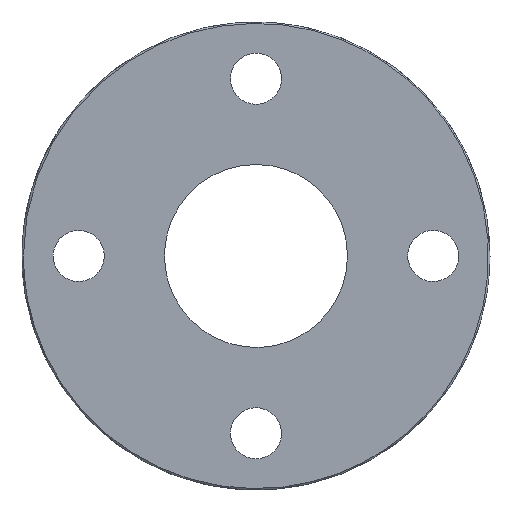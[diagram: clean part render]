
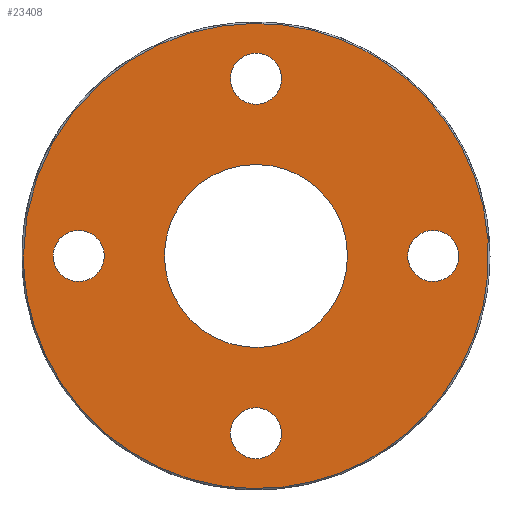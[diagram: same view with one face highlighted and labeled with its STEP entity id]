
A CAD part, left-side view. The second image highlights one B-rep face of the part: STEP entity #23408.
In plain terms, the highlighted free-form (B-spline) face has degree [1, 1] with [2, 2] control points.
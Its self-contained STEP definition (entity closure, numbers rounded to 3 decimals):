
#23359 = VERTEX_POINT('',#23360);
#23360 = CARTESIAN_POINT('',(0.,113.826,0.));
#23365 = EDGE_CURVE('',#23359,#23359,#23366,.T.);
#23366 = ( BOUNDED_CURVE() B_SPLINE_CURVE(2,(#23367,#23368,#23369,#23370
    ,#23371,#23372,#23373),.UNSPECIFIED.,.T.,.F.) 
B_SPLINE_CURVE_WITH_KNOTS((3,2,2,3),(3.142,5.236,
7.33,9.425),.PIECEWISE_BEZIER_KNOTS.) CURVE() 
GEOMETRIC_REPRESENTATION_ITEM() RATIONAL_B_SPLINE_CURVE((1.,0.5,1.,0.5,
1.,0.5,1.)) REPRESENTATION_ITEM('') );
#23367 = CARTESIAN_POINT('',(0.,113.826,0.));
#23368 = CARTESIAN_POINT('',(0.,113.826,197.152));
#23369 = CARTESIAN_POINT('',(0.,-56.913,98.576));
#23370 = CARTESIAN_POINT('',(0.,-227.651,0.));
#23371 = CARTESIAN_POINT('',(0.,-56.913,-98.576));
#23372 = CARTESIAN_POINT('',(0.,113.826,-197.152));
#23373 = CARTESIAN_POINT('',(0.,113.826,0.));
#23408 = ADVANCED_FACE('',(#23409,#23412,#23426,#23440,#23454,#23468),
  #23482,.F.);
#23409 = FACE_BOUND('',#23410,.T.);
#23410 = EDGE_LOOP('',(#23411));
#23411 = ORIENTED_EDGE('',*,*,#23365,.F.);
#23412 = FACE_BOUND('',#23413,.T.);
#23413 = EDGE_LOOP('',(#23414));
#23414 = ORIENTED_EDGE('',*,*,#23415,.F.);
#23415 = EDGE_CURVE('',#23416,#23416,#23418,.T.);
#23416 = VERTEX_POINT('',#23417);
#23417 = CARTESIAN_POINT('',(0.,12.493,-86.757));
#23418 = ( BOUNDED_CURVE() B_SPLINE_CURVE(2,(#23419,#23420,#23421,#23422
    ,#23423,#23424,#23425),.UNSPECIFIED.,.T.,.F.) 
B_SPLINE_CURVE_WITH_KNOTS((3,2,2,3),(3.142,5.236,
7.33,9.425),.PIECEWISE_BEZIER_KNOTS.) CURVE() 
GEOMETRIC_REPRESENTATION_ITEM() RATIONAL_B_SPLINE_CURVE((1.,0.5,1.,0.5,
1.,0.5,1.)) REPRESENTATION_ITEM('') );
#23419 = CARTESIAN_POINT('',(0.,12.493,-86.757));
#23420 = CARTESIAN_POINT('',(0.,12.493,-108.396));
#23421 = CARTESIAN_POINT('',(0.,-6.247,-97.577));
#23422 = CARTESIAN_POINT('',(0.,-24.986,-86.757));
#23423 = CARTESIAN_POINT('',(0.,-6.247,-75.938));
#23424 = CARTESIAN_POINT('',(0.,12.493,-65.119));
#23425 = CARTESIAN_POINT('',(0.,12.493,-86.757));
#23426 = FACE_BOUND('',#23427,.T.);
#23427 = EDGE_LOOP('',(#23428));
#23428 = ORIENTED_EDGE('',*,*,#23429,.F.);
#23429 = EDGE_CURVE('',#23430,#23430,#23432,.T.);
#23430 = VERTEX_POINT('',#23431);
#23431 = CARTESIAN_POINT('',(0.,44.767,0.));
#23432 = ( BOUNDED_CURVE() B_SPLINE_CURVE(2,(#23433,#23434,#23435,#23436
    ,#23437,#23438,#23439),.UNSPECIFIED.,.T.,.F.) 
B_SPLINE_CURVE_WITH_KNOTS((3,2,2,3),(3.142,5.236,
7.33,9.425),.PIECEWISE_BEZIER_KNOTS.) CURVE() 
GEOMETRIC_REPRESENTATION_ITEM() RATIONAL_B_SPLINE_CURVE((1.,0.5,1.,0.5,
1.,0.5,1.)) REPRESENTATION_ITEM('') );
#23433 = CARTESIAN_POINT('',(0.,44.767,0.));
#23434 = CARTESIAN_POINT('',(0.,44.767,-77.538));
#23435 = CARTESIAN_POINT('',(0.,-22.383,-38.769));
#23436 = CARTESIAN_POINT('',(0.,-89.533,0.));
#23437 = CARTESIAN_POINT('',(0.,-22.383,38.769));
#23438 = CARTESIAN_POINT('',(0.,44.767,77.538));
#23439 = CARTESIAN_POINT('',(0.,44.767,0.));
#23440 = FACE_BOUND('',#23441,.T.);
#23441 = EDGE_LOOP('',(#23442));
#23442 = ORIENTED_EDGE('',*,*,#23443,.F.);
#23443 = EDGE_CURVE('',#23444,#23444,#23446,.T.);
#23444 = VERTEX_POINT('',#23445);
#23445 = CARTESIAN_POINT('',(0.,-74.264,0.));
#23446 = ( BOUNDED_CURVE() B_SPLINE_CURVE(2,(#23447,#23448,#23449,#23450
    ,#23451,#23452,#23453),.UNSPECIFIED.,.T.,.F.) 
B_SPLINE_CURVE_WITH_KNOTS((3,2,2,3),(3.142,5.236,
7.33,9.425),.PIECEWISE_BEZIER_KNOTS.) CURVE() 
GEOMETRIC_REPRESENTATION_ITEM() RATIONAL_B_SPLINE_CURVE((1.,0.5,1.,0.5,
1.,0.5,1.)) REPRESENTATION_ITEM('') );
#23447 = CARTESIAN_POINT('',(0.,-74.264,0.));
#23448 = CARTESIAN_POINT('',(0.,-74.264,-21.639));
#23449 = CARTESIAN_POINT('',(0.,-93.004,-10.819));
#23450 = CARTESIAN_POINT('',(0.,-111.743,0.));
#23451 = CARTESIAN_POINT('',(0.,-93.004,10.819));
#23452 = CARTESIAN_POINT('',(0.,-74.264,21.639));
#23453 = CARTESIAN_POINT('',(0.,-74.264,0.));
#23454 = FACE_BOUND('',#23455,.T.);
#23455 = EDGE_LOOP('',(#23456));
#23456 = ORIENTED_EDGE('',*,*,#23457,.F.);
#23457 = EDGE_CURVE('',#23458,#23458,#23460,.T.);
#23458 = VERTEX_POINT('',#23459);
#23459 = CARTESIAN_POINT('',(0.,12.493,86.757));
#23460 = ( BOUNDED_CURVE() B_SPLINE_CURVE(2,(#23461,#23462,#23463,#23464
    ,#23465,#23466,#23467),.UNSPECIFIED.,.T.,.F.) 
B_SPLINE_CURVE_WITH_KNOTS((3,2,2,3),(3.142,5.236,
7.33,9.425),.PIECEWISE_BEZIER_KNOTS.) CURVE() 
GEOMETRIC_REPRESENTATION_ITEM() RATIONAL_B_SPLINE_CURVE((1.,0.5,1.,0.5,
1.,0.5,1.)) REPRESENTATION_ITEM('') );
#23461 = CARTESIAN_POINT('',(0.,12.493,86.757));
#23462 = CARTESIAN_POINT('',(0.,12.493,65.119));
#23463 = CARTESIAN_POINT('',(0.,-6.247,75.938));
#23464 = CARTESIAN_POINT('',(0.,-24.986,86.757));
#23465 = CARTESIAN_POINT('',(0.,-6.247,97.577));
#23466 = CARTESIAN_POINT('',(0.,12.493,108.396));
#23467 = CARTESIAN_POINT('',(0.,12.493,86.757));
#23468 = FACE_BOUND('',#23469,.T.);
#23469 = EDGE_LOOP('',(#23470));
#23470 = ORIENTED_EDGE('',*,*,#23471,.F.);
#23471 = EDGE_CURVE('',#23472,#23472,#23474,.T.);
#23472 = VERTEX_POINT('',#23473);
#23473 = CARTESIAN_POINT('',(0.,99.25,0.));
#23474 = ( BOUNDED_CURVE() B_SPLINE_CURVE(2,(#23475,#23476,#23477,#23478
    ,#23479,#23480,#23481),.UNSPECIFIED.,.T.,.F.) 
B_SPLINE_CURVE_WITH_KNOTS((3,2,2,3),(3.142,5.236,
7.33,9.425),.PIECEWISE_BEZIER_KNOTS.) CURVE() 
GEOMETRIC_REPRESENTATION_ITEM() RATIONAL_B_SPLINE_CURVE((1.,0.5,1.,0.5,
1.,0.5,1.)) REPRESENTATION_ITEM('') );
#23475 = CARTESIAN_POINT('',(0.,99.25,0.));
#23476 = CARTESIAN_POINT('',(0.,99.25,-21.639));
#23477 = CARTESIAN_POINT('',(0.,80.511,-10.819));
#23478 = CARTESIAN_POINT('',(0.,61.771,0.));
#23479 = CARTESIAN_POINT('',(0.,80.511,10.819));
#23480 = CARTESIAN_POINT('',(0.,99.25,21.639));
#23481 = CARTESIAN_POINT('',(0.,99.25,0.));
#23482 = B_SPLINE_SURFACE_WITH_KNOTS('',1,1,(
    (#23483,#23484)
    ,(#23485,#23486
    )),.UNSPECIFIED.,.F.,.F.,.F.,(2,2),(2,2),(-82.,82.),(-82.,82.),
  .PIECEWISE_BEZIER_KNOTS.);
#23483 = CARTESIAN_POINT('',(0.,-113.826,113.826));
#23484 = CARTESIAN_POINT('',(0.,113.826,113.826));
#23485 = CARTESIAN_POINT('',(0.,-113.826,-113.826));
#23486 = CARTESIAN_POINT('',(0.,113.826,-113.826));
